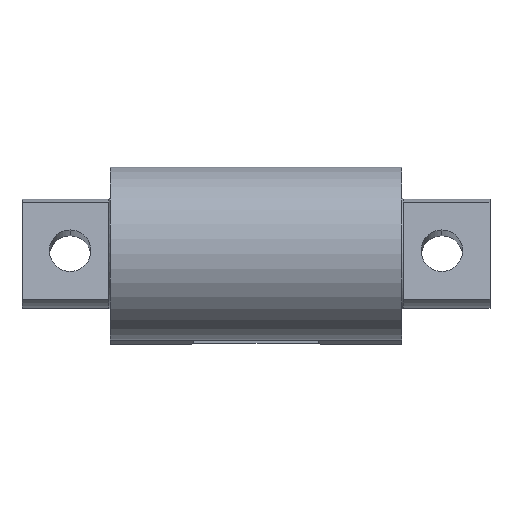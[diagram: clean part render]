
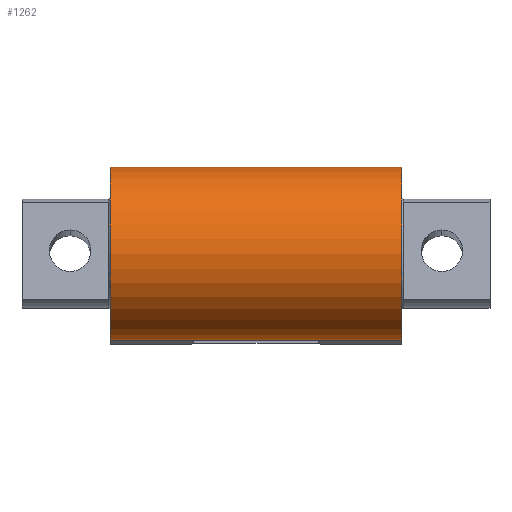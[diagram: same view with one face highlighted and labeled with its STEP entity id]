
A CAD part, left-side view. The second image highlights one B-rep face of the part: STEP entity #1262.
In plain terms, the highlighted cylindrical face has radius 27 mm (diameter 54 mm), a partial arc.
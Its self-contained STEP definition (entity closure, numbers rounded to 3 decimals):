
#155 = LINE ( 'NONE', #2687, #233 ) ;
#191 = EDGE_CURVE ( 'NONE', #389, #3695, #3577, .T. ) ;
#233 = VECTOR ( 'NONE', #606, 1000. ) ;
#389 = VERTEX_POINT ( 'NONE', #6339 ) ;
#606 = DIRECTION ( 'NONE',  ( 0., -1., 0. ) ) ;
#679 = DIRECTION ( 'NONE',  ( 0., -1., 0. ) ) ;
#1262 = ADVANCED_FACE ( 'NONE', ( #3910 ), #5739, .T. ) ;
#1276 = ORIENTED_EDGE ( 'NONE', *, *, #3162, .T. ) ;
#1344 = DIRECTION ( 'NONE',  ( 0., 1., 0. ) ) ;
#1424 = CARTESIAN_POINT ( 'NONE',  ( 0., 45.5, 0. ) ) ;
#1607 = AXIS2_PLACEMENT_3D ( 'NONE', #1424, #1344, #2951 ) ;
#1702 = CARTESIAN_POINT ( 'NONE',  ( 0., 45.5, 0. ) ) ;
#1774 = AXIS2_PLACEMENT_3D ( 'NONE', #1702, #679, #5421 ) ;
#2000 = ORIENTED_EDGE ( 'NONE', *, *, #6344, .T. ) ;
#2312 = VECTOR ( 'NONE', #3856, 1000. ) ;
#2687 = CARTESIAN_POINT ( 'NONE',  ( 0., 45.5, -27. ) ) ;
#2850 = EDGE_CURVE ( 'NONE', #5499, #389, #3723, .T. ) ;
#2951 = DIRECTION ( 'NONE',  ( 0., 0., 1. ) ) ;
#2964 = CARTESIAN_POINT ( 'NONE',  ( 0., 45.5, -27. ) ) ;
#3162 = EDGE_CURVE ( 'NONE', #5499, #4060, #155, .T. ) ;
#3577 = LINE ( 'NONE', #5293, #2312 ) ;
#3584 = CARTESIAN_POINT ( 'NONE',  ( 0., -45.5, 0. ) ) ;
#3695 = VERTEX_POINT ( 'NONE', #5653 ) ;
#3723 = CIRCLE ( 'NONE', #1607, 27. ) ;
#3856 = DIRECTION ( 'NONE',  ( 0., -1., 0. ) ) ;
#3910 = FACE_OUTER_BOUND ( 'NONE', #5115, .T. ) ;
#4060 = VERTEX_POINT ( 'NONE', #4963 ) ;
#4066 = DIRECTION ( 'NONE',  ( 0., 1., 0. ) ) ;
#4114 = DIRECTION ( 'NONE',  ( 0., 0., 1. ) ) ;
#4418 = CIRCLE ( 'NONE', #4740, 27. ) ;
#4740 = AXIS2_PLACEMENT_3D ( 'NONE', #3584, #4066, #4114 ) ;
#4963 = CARTESIAN_POINT ( 'NONE',  ( 0., -45.5, -27. ) ) ;
#5115 = EDGE_LOOP ( 'NONE', ( #5692, #6204, #1276, #2000 ) ) ;
#5293 = CARTESIAN_POINT ( 'NONE',  ( 0., 45.5, 27. ) ) ;
#5421 = DIRECTION ( 'NONE',  ( 0., 0., -1. ) ) ;
#5499 = VERTEX_POINT ( 'NONE', #2964 ) ;
#5653 = CARTESIAN_POINT ( 'NONE',  ( 0., -45.5, 27. ) ) ;
#5692 = ORIENTED_EDGE ( 'NONE', *, *, #191, .F. ) ;
#5739 = CYLINDRICAL_SURFACE ( 'NONE', #1774, 27. ) ;
#6204 = ORIENTED_EDGE ( 'NONE', *, *, #2850, .F. ) ;
#6339 = CARTESIAN_POINT ( 'NONE',  ( 0., 45.5, 27. ) ) ;
#6344 = EDGE_CURVE ( 'NONE', #4060, #3695, #4418, .T. ) ;
